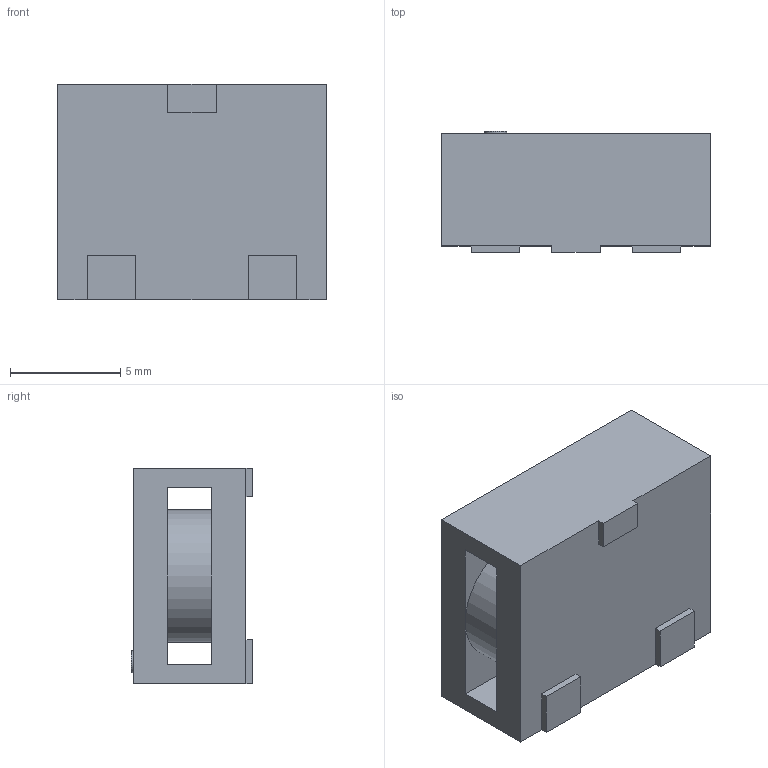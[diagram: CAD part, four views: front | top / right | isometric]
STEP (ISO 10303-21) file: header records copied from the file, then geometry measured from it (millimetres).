
FILE_DESCRIPTION(/* description */ (''),/* implementation_level */ '2;1');
FILE_NAME(/* name */ 'HCV1206.stp',/* time_stamp */ '2019-12-29T19:53:01-08:00',/* author */ ('Jorian Bruslind'),/* organization */ (''),/* preprocessor_version */ 'ST-DEVELOPER v17.2',/* originating_system */ 'Autodesk Inventor 2019',/* authorisation */ '');
FILE_SCHEMA (('AUTOMOTIVE_DESIGN { 1 0 10303 214 3 1 1 }'));
Length unit declared in the file: millimetre
Products named in the file (1): HCV1206
Bounding box: 12.2 x 5.5 x 9.8 mm (x, y, z)
Volume: 531.2 mm3; surface area: 645.3 mm2
Topology: 1 solids, 1 shells, 26 faces, 75 edges, 48 vertices
Faces by surface type: plane 23, cylinder 3
Full cylindrical faces by diameter (mm): 1 x1, 6 x2
Entity records: 935 total; most frequent: ORIENTED_EDGE 150, CARTESIAN_POINT 150, DIRECTION 137, EDGE_CURVE 75, LINE 67, VECTOR 67, VERTEX_POINT 48, AXIS2_PLACEMENT_3D 35
